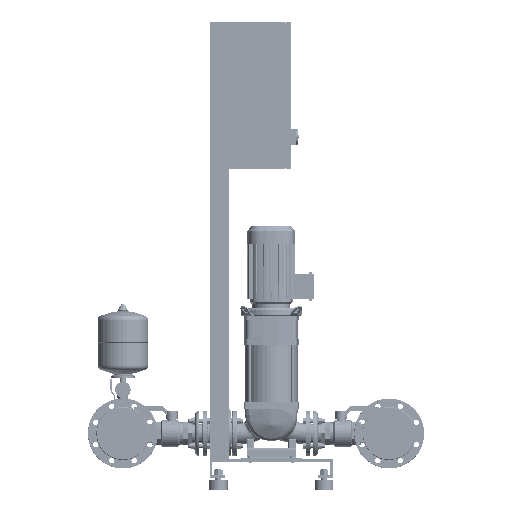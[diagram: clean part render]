
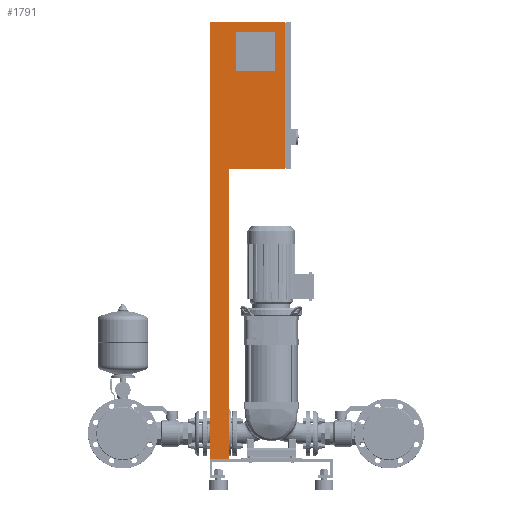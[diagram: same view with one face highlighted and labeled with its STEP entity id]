
A CAD part, left-side view. The second image highlights one B-rep face of the part: STEP entity #1791.
In plain terms, the highlighted free-form (B-spline) face has degree [1, 1] with [2, 2] control points.
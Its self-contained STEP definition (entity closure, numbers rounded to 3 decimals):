
#276=CARTESIAN_POINT('',(-80.,-15.0,1865.0));
#277=VERTEX_POINT('',#276);
#284=CARTESIAN_POINT('',(-80.,145.0,1865.0));
#285=VERTEX_POINT('',#284);
#286=CARTESIAN_POINT('',(-80.,145.0,1865.0));
#287=DIRECTION('',(0.0,-1.0,0.0));
#288=VECTOR('',#287,160.0);
#289=LINE('',#286,#288);
#290=EDGE_CURVE('',#285,#277,#289,.T.);
#314=CARTESIAN_POINT('',(-80.0,-15.,1705.));
#315=VERTEX_POINT('',#314);
#322=CARTESIAN_POINT('',(-80.,-15.0,1865.0));
#323=DIRECTION('',(0.0,0.0,-1.0));
#324=VECTOR('',#323,160.);
#325=LINE('',#322,#324);
#326=EDGE_CURVE('',#277,#315,#325,.T.);
#345=CARTESIAN_POINT('',(-80.0,145.,1705.0));
#346=VERTEX_POINT('',#345);
#353=CARTESIAN_POINT('',(-80.0,-15.,1705.));
#354=DIRECTION('',(0.0,1.0,0.0));
#355=VECTOR('',#354,160.);
#356=LINE('',#353,#355);
#357=EDGE_CURVE('',#315,#346,#356,.T.);
#375=CARTESIAN_POINT('',(-80.0,145.,1705.0));
#376=DIRECTION('',(0.0,0.0,1.0));
#377=VECTOR('',#376,160.0);
#378=LINE('',#375,#377);
#379=EDGE_CURVE('',#346,#285,#378,.T.);
#1128=CARTESIAN_POINT('',(-80.,-55.0,1905.0));
#1129=VERTEX_POINT('',#1128);
#1178=CARTESIAN_POINT('',(-80.,250.0,1905.0));
#1179=VERTEX_POINT('',#1178);
#1186=CARTESIAN_POINT('',(-80.,250.0,1905.0));
#1187=DIRECTION('',(0.0,-1.0,0.0));
#1188=VECTOR('',#1187,305.0);
#1189=LINE('',#1186,#1188);
#1190=EDGE_CURVE('',#1179,#1129,#1189,.T.);
#1323=CARTESIAN_POINT('',(-80.,-55.,1305.0));
#1324=VERTEX_POINT('',#1323);
#1325=CARTESIAN_POINT('',(-80.,-55.,1305.0));
#1326=DIRECTION('',(0.0,0.0,1.0));
#1327=VECTOR('',#1326,600.0);
#1328=LINE('',#1325,#1327);
#1329=EDGE_CURVE('',#1324,#1129,#1328,.T.);
#1663=CARTESIAN_POINT('',(-80.,170.,1305.0));
#1664=VERTEX_POINT('',#1663);
#1665=CARTESIAN_POINT('',(-80.,-55.,1305.0));
#1666=DIRECTION('',(0.0,1.0,0.0));
#1667=VECTOR('',#1666,225.);
#1668=LINE('',#1665,#1667);
#1669=EDGE_CURVE('',#1324,#1664,#1668,.T.);
#1710=CARTESIAN_POINT('',(-80.,250.,125.0));
#1711=VERTEX_POINT('',#1710);
#1712=CARTESIAN_POINT('',(-80.,170.,125.0));
#1713=VERTEX_POINT('',#1712);
#1714=CARTESIAN_POINT('',(-80.,250.,125.0));
#1715=DIRECTION('',(0.0,-1.0,0.0));
#1716=VECTOR('',#1715,80.0);
#1717=LINE('',#1714,#1716);
#1718=EDGE_CURVE('',#1711,#1713,#1717,.T.);
#1750=CARTESIAN_POINT('',(-80.,250.,125.0));
#1751=DIRECTION('',(0.0,0.0,1.0));
#1752=VECTOR('',#1751,1780.0);
#1753=LINE('',#1750,#1752);
#1754=EDGE_CURVE('',#1711,#1179,#1753,.T.);
#1767=CARTESIAN_POINT('',(-80.,-55.,1905.0));
#1768=CARTESIAN_POINT('',(-80.,-55.,125.0));
#1769=CARTESIAN_POINT('',(-80.,250.,1905.0));
#1770=CARTESIAN_POINT('',(-80.,250.,125.0));
#1771=B_SPLINE_SURFACE_WITH_KNOTS('',1,1,((#1767,#1769),(#1768,#1770)),.UNSPECIFIED.,.F.,.F.,.U.,(2,2),(2,2),(0.0,1780.0),(0.0,305.),.UNSPECIFIED.);
#1772=CARTESIAN_POINT('',(-80.,170.,125.0));
#1773=DIRECTION('',(0.0,0.0,1.0));
#1774=VECTOR('',#1773,1180.0);
#1775=LINE('',#1772,#1774);
#1776=EDGE_CURVE('',#1713,#1664,#1775,.T.);
#1777=ORIENTED_EDGE('',*,*,#1776,.T.);
#1778=ORIENTED_EDGE('',*,*,#1669,.F.);
#1779=ORIENTED_EDGE('',*,*,#1329,.T.);
#1780=ORIENTED_EDGE('',*,*,#1190,.F.);
#1781=ORIENTED_EDGE('',*,*,#1754,.F.);
#1782=ORIENTED_EDGE('',*,*,#1718,.T.);
#1783=EDGE_LOOP('',(#1777,#1778,#1779,#1780,#1781,#1782));
#1784=FACE_OUTER_BOUND('',#1783,.T.);
#1785=ORIENTED_EDGE('',*,*,#290,.T.);
#1786=ORIENTED_EDGE('',*,*,#326,.T.);
#1787=ORIENTED_EDGE('',*,*,#357,.T.);
#1788=ORIENTED_EDGE('',*,*,#379,.T.);
#1789=EDGE_LOOP('',(#1785,#1786,#1787,#1788));
#1790=FACE_BOUND('',#1789,.T.);
#1791=ADVANCED_FACE('',(#1784,#1790),#1771,.F.);
